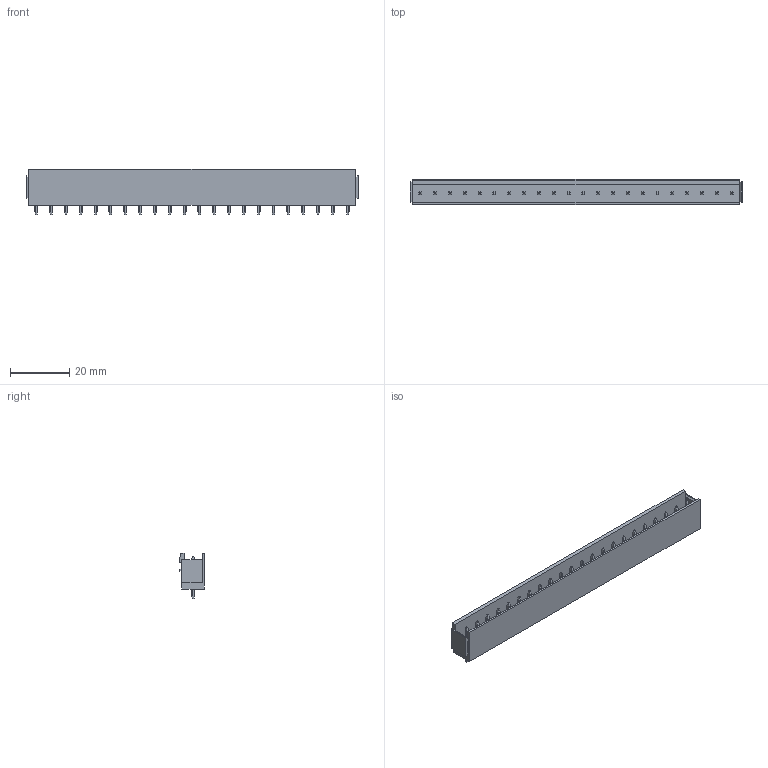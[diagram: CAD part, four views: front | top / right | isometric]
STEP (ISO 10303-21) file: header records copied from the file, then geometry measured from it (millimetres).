
FILE_DESCRIPTION(('CATIA V5 STEP Exchange','CAx-IF Rec.Pracs.--- Model Styling and Organization---1.2---2011-12-15'),'2;1');
FILE_NAME ('D1452979_0_1581980000_1581980000.stp','2018-10-12T04:35:57+00:00',('none'),('Weidmueller'),'CATIA Version 5-6 Release 2014','CATIA V5 STEP AP214','none');
FILE_SCHEMA(('AUTOMOTIVE_DESIGN { 1 0 10303 214 1 1 1 1 }'));
Length unit declared in the file: millimetre
Products named in the file (1): 1581980000
Bounding box: 112 x 8.43 x 15.2 mm (x, y, z)
Volume: 4943.9 mm3; surface area: 8127.7 mm2
Topology: 23 solids, 23 shells, 619 faces, 1707 edges, 1134 vertices
Faces by surface type: plane 441, cylinder 178
Entity records: 18445 total; most frequent: CARTESIAN_POINT 4510, ORIENTED_EDGE 3414, DIRECTION 1963, EDGE_CURVE 1707, VECTOR 1171, LINE 1171, VERTEX_POINT 1134, EDGE_LOOP 663
